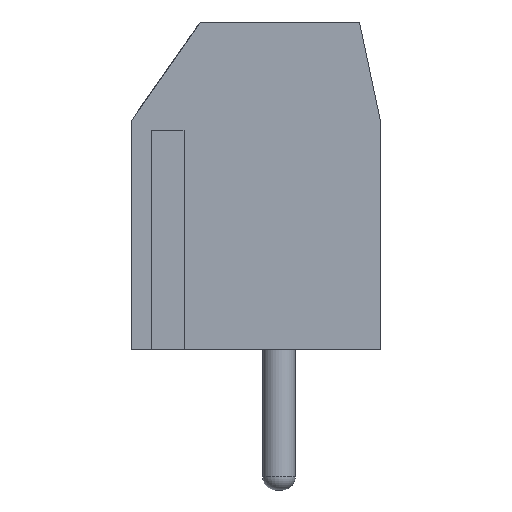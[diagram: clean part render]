
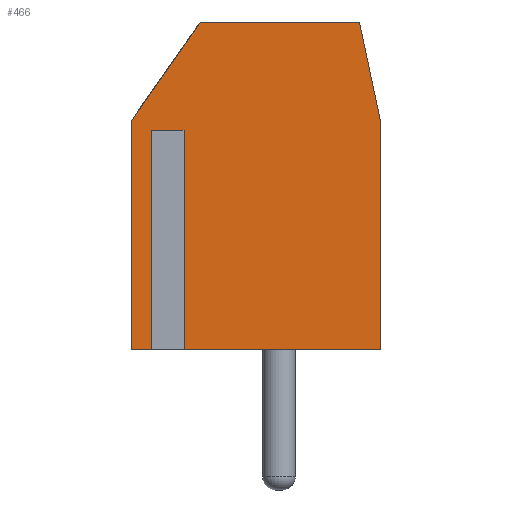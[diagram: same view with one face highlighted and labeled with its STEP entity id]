
A CAD part, left-side view. The second image highlights one B-rep face of the part: STEP entity #466.
In plain terms, the highlighted planar face has unit normal (-1, 0, 0).
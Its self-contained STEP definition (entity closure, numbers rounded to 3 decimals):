
#466=ADVANCED_FACE('',(#1728),#1730,.T.);
#1728=FACE_BOUND('',#1729,.T.);
#1729=EDGE_LOOP('',(#2779,#2780,#2781,#2782,#2783,#2784,#2785,#2786,#2787,#2788));
#1730=PLANE('',#1731);
#1731=AXIS2_PLACEMENT_3D('',#1732,#1733,#1734);
#1732=CARTESIAN_POINT('',(-2.5,0.,0.));
#1733=DIRECTION('',(-1.,0.,0.));
#1734=DIRECTION('',(0.,0.,-1.));
#2779=ORIENTED_EDGE('',*,*,#3424,.F.);
#2780=ORIENTED_EDGE('',*,*,#3425,.F.);
#2781=ORIENTED_EDGE('',*,*,#3426,.F.);
#2782=ORIENTED_EDGE('',*,*,#3427,.T.);
#2783=ORIENTED_EDGE('',*,*,#3428,.T.);
#2784=ORIENTED_EDGE('',*,*,#3429,.T.);
#2785=ORIENTED_EDGE('',*,*,#3389,.T.);
#2786=ORIENTED_EDGE('',*,*,#3420,.T.);
#2787=ORIENTED_EDGE('',*,*,#3430,.T.);
#2788=ORIENTED_EDGE('',*,*,#3431,.T.);
#3389=EDGE_CURVE('',#3720,#3718,#3721,.T.);
#3420=EDGE_CURVE('',#3718,#3774,#3776,.T.);
#3424=EDGE_CURVE('',#3783,#3784,#3785,.T.);
#3425=EDGE_CURVE('',#3786,#3783,#3787,.F.);
#3426=EDGE_CURVE('',#3788,#3786,#3789,.T.);
#3427=EDGE_CURVE('',#3788,#3790,#3791,.T.);
#3428=EDGE_CURVE('',#3790,#3792,#3793,.T.);
#3429=EDGE_CURVE('',#3792,#3720,#3794,.T.);
#3430=EDGE_CURVE('',#3774,#3795,#3796,.T.);
#3431=EDGE_CURVE('',#3795,#3784,#3797,.T.);
#3718=VERTEX_POINT('',#4270);
#3720=VERTEX_POINT('',#4274);
#3721=LINE('',#4275,#4276);
#3774=VERTEX_POINT('',#4391);
#3776=LINE('',#4395,#4396);
#3783=VERTEX_POINT('',#4422);
#3784=VERTEX_POINT('',#4423);
#3785=LINE('',#4424,#4425);
#3786=VERTEX_POINT('',#4427);
#3787=LINE('',#4428,#4429);
#3788=VERTEX_POINT('',#4431);
#3789=LINE('',#4432,#4433);
#3790=VERTEX_POINT('',#4435);
#3791=LINE('',#4436,#4437);
#3792=VERTEX_POINT('',#4439);
#3793=LINE('',#4440,#4441);
#3794=LINE('',#4443,#4444);
#3795=VERTEX_POINT('',#4446);
#3796=LINE('',#4447,#4448);
#3797=LINE('',#4450,#4451);
#4270=CARTESIAN_POINT('',(-2.5,2.399,10.));
#4274=CARTESIAN_POINT('',(-2.5,-2.462,10.));
#4275=CARTESIAN_POINT('',(-2.5,-2.462,10.));
#4276=VECTOR('',#4277,1.);
#4277=DIRECTION('',(0.,1.,0.));
#4391=CARTESIAN_POINT('',(-2.5,4.5,7.));
#4395=CARTESIAN_POINT('',(-2.5,2.399,10.));
#4396=VECTOR('',#4397,1.);
#4397=DIRECTION('',(0.,0.574,-0.819));
#4422=CARTESIAN_POINT('',(-2.5,3.739,6.7));
#4423=CARTESIAN_POINT('',(-2.5,3.739,0.));
#4424=CARTESIAN_POINT('',(-2.5,3.739,6.7));
#4425=VECTOR('',#4426,1.);
#4426=DIRECTION('',(0.,0.,-1.));
#4427=CARTESIAN_POINT('',(-2.5,3.061,6.7));
#4428=CARTESIAN_POINT('',(-2.5,3.739,6.7));
#4429=VECTOR('',#4430,1.);
#4430=DIRECTION('',(0.,-1.,0.));
#4431=CARTESIAN_POINT('',(-2.5,3.061,0.));
#4432=CARTESIAN_POINT('',(-2.5,3.061,0.));
#4433=VECTOR('',#4434,1.);
#4434=DIRECTION('',(0.,0.,1.));
#4435=CARTESIAN_POINT('',(-2.5,-3.1,0.));
#4436=CARTESIAN_POINT('',(-2.5,3.061,0.));
#4437=VECTOR('',#4438,1.);
#4438=DIRECTION('',(0.,-1.,0.));
#4439=CARTESIAN_POINT('',(-2.5,-3.1,7.));
#4440=CARTESIAN_POINT('',(-2.5,-3.1,0.));
#4441=VECTOR('',#4442,1.);
#4442=DIRECTION('',(0.,0.,1.));
#4443=CARTESIAN_POINT('',(-2.5,-3.1,7.));
#4444=VECTOR('',#4445,1.);
#4445=DIRECTION('',(0.,0.208,0.978));
#4446=CARTESIAN_POINT('',(-2.5,4.5,0.));
#4447=CARTESIAN_POINT('',(-2.5,4.5,7.));
#4448=VECTOR('',#4449,1.);
#4449=DIRECTION('',(0.,0.,-1.));
#4450=CARTESIAN_POINT('',(-2.5,4.5,0.));
#4451=VECTOR('',#4452,1.);
#4452=DIRECTION('',(0.,-1.,0.));
